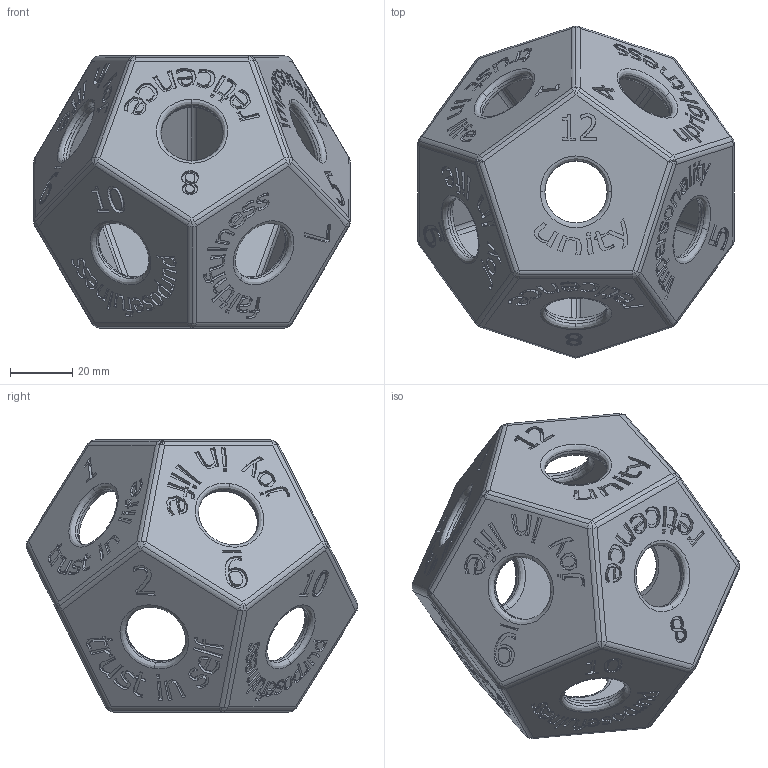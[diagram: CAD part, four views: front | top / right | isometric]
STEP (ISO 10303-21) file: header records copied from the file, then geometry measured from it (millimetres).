
FILE_DESCRIPTION(('STEP AP203'),'1');
FILE_NAME('Vertex-Sleeved-Dodecahedron.stp','2024-03-15T09:50:46',(' '),(' '),'Spatial InterOp 3D',' ',' ');
FILE_SCHEMA(('CONFIG_CONTROL_DESIGN'));
Length unit declared in the file: millimetre
Products named in the file (1): 1
Bounding box: 101.71 x 106.61 x 87.41 mm (x, y, z)
Volume: 97102.5 mm3; surface area: 56880 mm2
Topology: 1 solids, 1 shells, 4784 faces, 13642 edges, 9032 vertices
Faces by surface type: plane 2062, extrusion 1170, bspline 914, cylinder 534, sphere 56, torus 48
Entity records: 346206 total; most frequent: CARTESIAN_POINT 227125, ORIENTED_EDGE 27228, DIRECTION 20610, EDGE_CURVE 13614, VECTOR 9364, VERTEX_POINT 9032, LINE 8194, AXIS2_PLACEMENT_3D 5623
